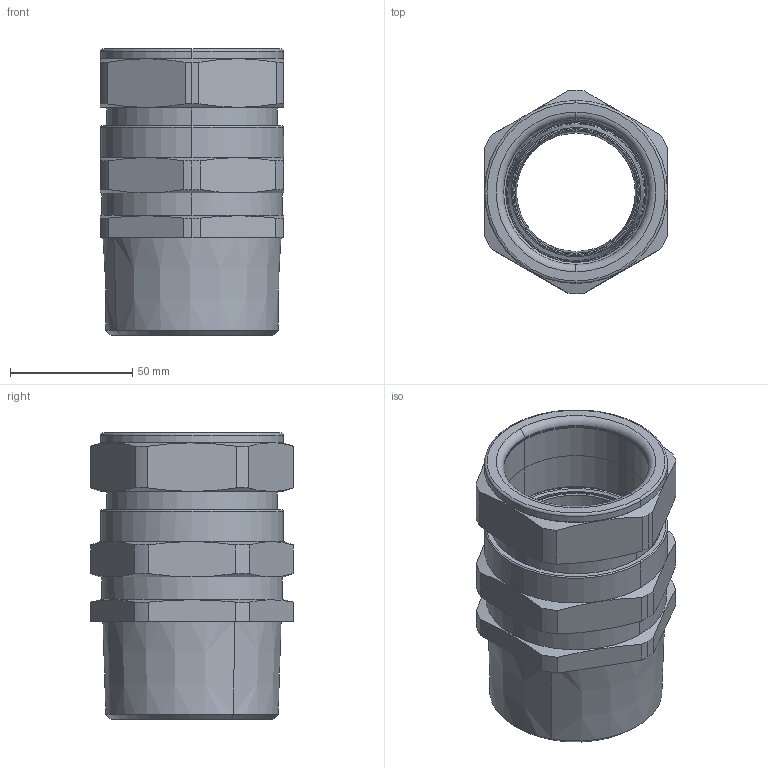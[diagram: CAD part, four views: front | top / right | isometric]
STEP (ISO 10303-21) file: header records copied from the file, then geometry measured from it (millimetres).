
FILE_DESCRIPTION(('CATIA V5 STEP Exchange','CAx-IF Rec.Pracs.--- Model Styling and Organization---1.4--- 2014-01-23'),'2;1');
FILE_NAME ('450647-1_0_1184950000_1184950000.stp','2022-05-19T01:06:06+00:00',('none'),('Weidmueller'),'CATIA Version 5-6 Release 2016 SP3 HF44','CATIA V5 STEP AP214','none');
FILE_SCHEMA(('AUTOMOTIVE_DESIGN { 1 0 10303 214 1 1 1 1 }'));
Length unit declared in the file: millimetre
Products named in the file (1): E1W/63S/NPT2-1/2-WM
Bounding box: 75 x 83.5 x 117.25 mm (x, y, z)
Volume: 229953.4 mm3; surface area: 92318.4 mm2
Topology: 3 solids, 3 shells, 191 faces, 451 edges, 281 vertices
Faces by surface type: cylinder 66, cone 54, plane 39, torus 32
Entity records: 5214 total; most frequent: CARTESIAN_POINT 1180, ORIENTED_EDGE 902, DIRECTION 646, EDGE_CURVE 451, AXIS2_PLACEMENT_3D 391, VERTEX_POINT 281, CIRCLE 266, EDGE_LOOP 212
